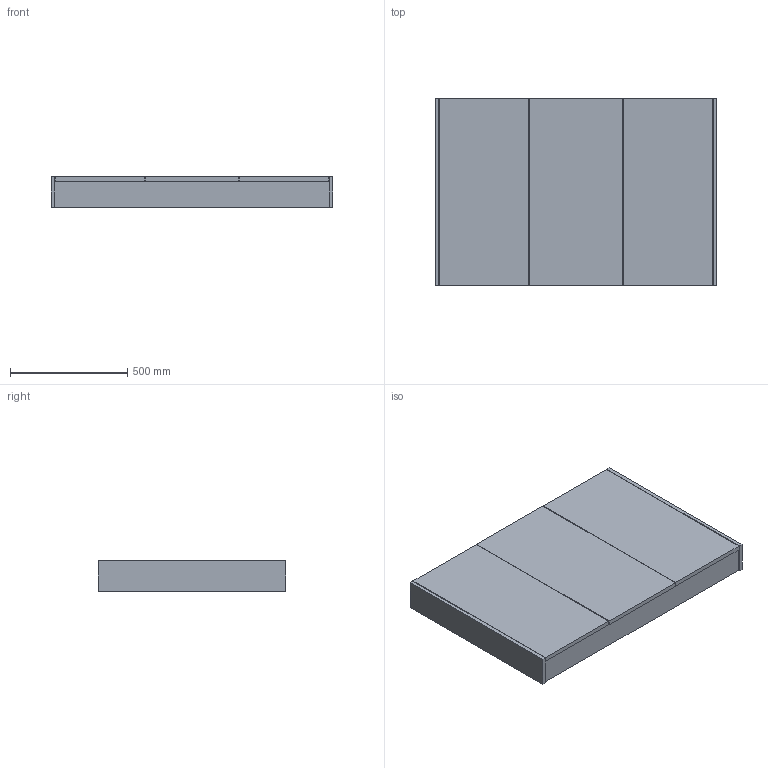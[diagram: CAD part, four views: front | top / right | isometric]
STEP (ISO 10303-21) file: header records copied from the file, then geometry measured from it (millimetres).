
FILE_DESCRIPTION (( 'STEP AP214' ), '1' );
FILE_NAME ('Kado Arc Mirror Cabinet 1200 Three.STEP', '2020-01-14T04:25:40', ( '' ), ( '' ), 'SwSTEP 2.0', 'SolidWorks 2017', '' );
FILE_SCHEMA (( 'AUTOMOTIVE_DESIGN' ));
Length unit declared in the file: millimetre
Products named in the file (1): Kado Arc Mirror Cabinet 1200 Three
Bounding box: 1200 x 800 x 130 mm (x, y, z)
Volume: 39236864 mm3; surface area: 4757488 mm2
Topology: 4 solids, 4 shells, 41 faces, 96 edges, 64 vertices
Faces by surface type: plane 41
Entity records: 1211 total; most frequent: CARTESIAN_POINT 202, ORIENTED_EDGE 192, DIRECTION 180, LINE 96, EDGE_CURVE 96, VECTOR 96, VERTEX_POINT 64, EDGE_LOOP 42
